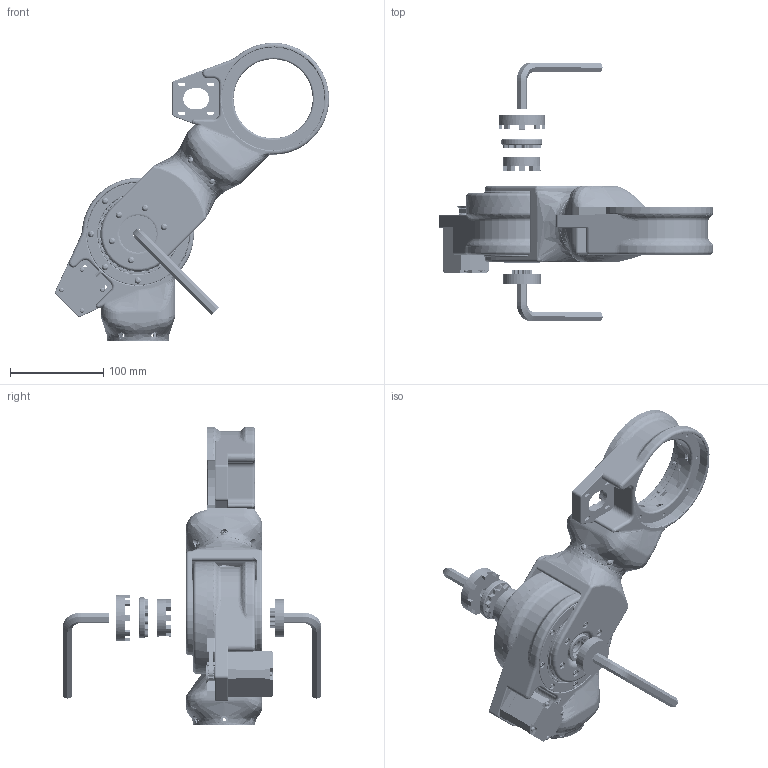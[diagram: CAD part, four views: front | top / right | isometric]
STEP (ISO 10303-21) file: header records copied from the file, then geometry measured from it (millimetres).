
FILE_DESCRIPTION(/* description */ (''),/* implementation_level */ '2;1');
FILE_NAME(/* name */ 'Strain_wave_joint.step',/* time_stamp */ '2020-07-04T19:13:03+09:00',/* author */ (''),/* organization */ (''),/* preprocessor_version */ 'ST-DEVELOPER v18.1',/* originating_system */ 'Autodesk Translation Framework v9.3.0.1241',/* authorisation */ '');
FILE_SCHEMA (('AUTOMOTIVE_DESIGN { 1 0 10303 214 3 1 1 }'));
Products named in the file (51): ハーモニックドライブ2; FLEX_SPLINE_T100; CIRCULAR_SPLINE_T102; BALL8; WAVE_GENERATOR; WG_STAY; PULLEY_B; 270-2GT-4; WG_BEARING_LOCK_RING_U; WG_LOCK_BOLT; LOCK_BOLT; ASM_MOTOR; NEMA17; PULLEY; Z_MOTOR_PULLEY; CB3-6; M3_NUT; ASM_BALL_BULLET_BEARING; BALL_BULLET_BEARING; BBB_OUTER; BBB_INNER_A; BBB_INNER_B; BBB_RETAINER; BBB_BALL; ASM_BALL_BULLET_BEARING_2; BALL_BULLET_BEARING_2; BBB2_OUTER; BBB2_INNER_A; BBB2_INNER_B; BBB2_RETAINER; BBB2_BALL; M3x20; ASM_JOINT_BRACKET; JOINT_BRACKET; ASM_JOINT_BODY; 6805ZZ; WG_BEARING_LOCK_RING_L; ASM_CS_STAY; CS_STAY; M3x25 ...
Assembly tree (223 placements, depth 4):
  ハーモニックドライブ2
    FLEX_SPLINE_T100
    CIRCULAR_SPLINE_T102
    BALL8
    WAVE_GENERATOR
    WG_STAY
    PULLEY_B
    270-2GT-4
    FRNUT3  x14
    WG_BEARING_LOCK_RING_U
    WG_LOCK_BOLT
    LOCK_BOLT
    ASM_MOTOR
      NEMA17
      PULLEY
        Z_MOTOR_PULLEY
        CB3-6  x3
        M3_NUT  x3
      M3x12  x4
    ASM_BALL_BULLET_BEARING
      BALL_BULLET_BEARING
        BBB_OUTER
        BBB_INNER_A
        BBB_INNER_B
        BBB_BALL  x25
        BBB_RETAINER
        FRNUT3  x4
      FRNUT3  x6
      M3x20  x14
    ASM_BALL_BULLET_BEARING_2
      BALL_BULLET_BEARING_2
        BBB2_OUTER
        BBB2_INNER_A
        BBB2_INNER_B
        BBB2_BALL  x25
        BBB2_RETAINER
      M3x12  x6
      FRNUT3  x12
      M3x20  x8
    ASM_JOINT_BRACKET
      JOINT_BRACKET
      M3x16  x6
      FRNUT3  x6
    ASM_JOINT_BODY
      JOINT_BODY
      FRNUT3  x8
    6805ZZ  x2
    WG_BEARING_LOCK_RING_L
    ASM_CS_STAY
      CS_STAY
      FRNUT3  x8
      M3x25  x6
    ASM_JOINT_STAY
      JOINT_STAY
      M3x16  x9
    M3x16  x6
    JOINT_BODY
    M3x12  x6
    LOCK_RING_TOOL_2
    LOCK_RING_TOOL_1
Bounding box: 293.94 x 277.04 x 319.95 mm (x, y, z)
Volume: 1564234.7 mm3; surface area: 524087.1 mm2
Topology: 265 solids, 267 shells, 7421 faces, 19329 edges, 12473 vertices
Faces by surface type: plane 3199, cylinder 1995, bspline 1125, cone 688, torus 260, sphere 154
Full cylindrical faces by diameter (mm): 0.955 x4, 2.459 x58, 2.5 x3, 3 x78, 3.3 x6, 3.5 x211, 4.896 x4, 5 x1, 5.3 x1, 5.5 x3, 7 x28, 8 x97, 8.4 x6, 18 x4, 18.52 x1, 20 x1, 22 x1, 22.132 x9, 22.526 x10, 23.56 x6, 23.85 x4, 24 x1, 24.208 x10, 24.8 x2, 25 x2, 28.84 x8, 30 x3, 31 x1, 32 x2, 33 x4
Entity records: 188325 total; most frequent: CARTESIAN_POINT 78552, ORIENTED_EDGE 23470, DIRECTION 20892, EDGE_CURVE 11743, AXIS2_PLACEMENT_3D 7993, VERTEX_POINT 7720, EDGE_LOOP 5113, LINE 4906
